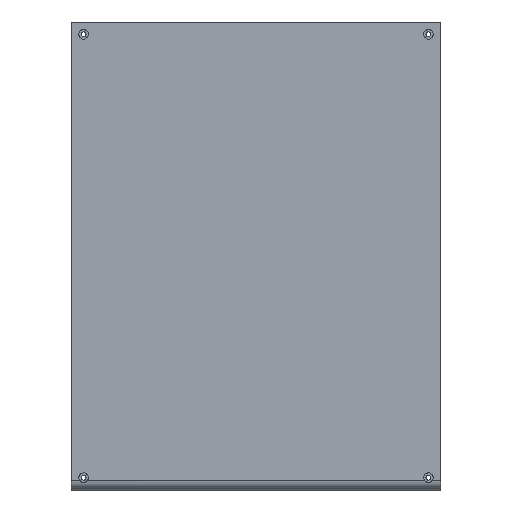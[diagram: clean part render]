
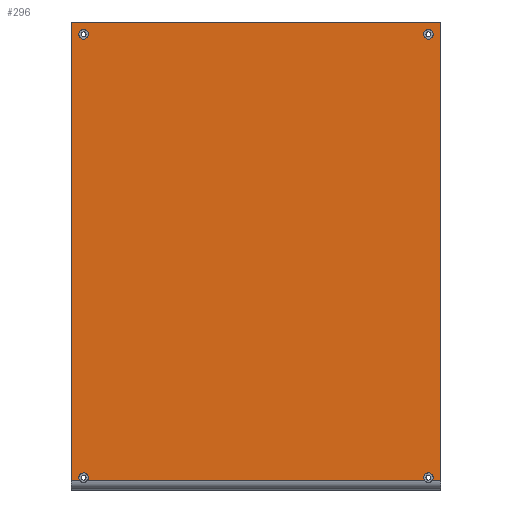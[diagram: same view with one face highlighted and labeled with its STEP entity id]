
A CAD part, top view. The second image highlights one B-rep face of the part: STEP entity #296.
In plain terms, the highlighted planar face has unit normal (0, 0, 1).
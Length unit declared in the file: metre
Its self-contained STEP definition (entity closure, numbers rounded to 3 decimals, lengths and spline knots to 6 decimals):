
#18=LINE('',#479,#33);
#23=LINE('',#491,#38);
#24=LINE('',#495,#39);
#26=LINE('',#501,#41);
#27=LINE('',#502,#42);
#28=LINE('',#506,#43);
#33=VECTOR('',#391,1.);
#38=VECTOR('',#400,1.);
#39=VECTOR('',#405,1.);
#41=VECTOR('',#411,1.);
#42=VECTOR('',#412,1.);
#43=VECTOR('',#415,1.);
#48=PLANE('',#338);
#80=ORIENTED_EDGE('',*,*,#146,.F.);
#81=ORIENTED_EDGE('',*,*,#147,.T.);
#82=ORIENTED_EDGE('',*,*,#136,.T.);
#83=ORIENTED_EDGE('',*,*,#142,.T.);
#84=ORIENTED_EDGE('',*,*,#144,.F.);
#85=ORIENTED_EDGE('',*,*,#148,.T.);
#86=ORIENTED_EDGE('',*,*,#149,.F.);
#87=ORIENTED_EDGE('',*,*,#150,.T.);
#88=ORIENTED_EDGE('',*,*,#151,.F.);
#89=ORIENTED_EDGE('',*,*,#152,.F.);
#136=EDGE_CURVE('',#171,#172,#18,.T.);
#142=EDGE_CURVE('',#172,#175,#23,.T.);
#144=EDGE_CURVE('',#176,#175,#24,.T.);
#146=EDGE_CURVE('',#177,#178,#197,.T.);
#147=EDGE_CURVE('',#177,#171,#26,.F.);
#148=EDGE_CURVE('',#176,#179,#27,.F.);
#149=EDGE_CURVE('',#180,#179,#198,.T.);
#150=EDGE_CURVE('',#180,#178,#28,.F.);
#151=EDGE_CURVE('',#181,#181,#199,.T.);
#152=EDGE_CURVE('',#182,#182,#200,.T.);
#171=VERTEX_POINT('',#480);
#172=VERTEX_POINT('',#481);
#175=VERTEX_POINT('',#490);
#176=VERTEX_POINT('',#494);
#177=VERTEX_POINT('',#499);
#178=VERTEX_POINT('',#500);
#179=VERTEX_POINT('',#503);
#180=VERTEX_POINT('',#505);
#181=VERTEX_POINT('',#508);
#182=VERTEX_POINT('',#510);
#197=CIRCLE('',#339,0.002463);
#198=CIRCLE('',#340,0.002463);
#199=CIRCLE('',#341,0.002463);
#200=CIRCLE('',#342,0.002463);
#217=EDGE_LOOP('',(#80,#81,#82,#83,#84,#85,#86,#87));
#218=EDGE_LOOP('',(#88));
#219=EDGE_LOOP('',(#89));
#254=FACE_BOUND('',#217,.T.);
#255=FACE_BOUND('',#218,.T.);
#256=FACE_BOUND('',#219,.T.);
#296=ADVANCED_FACE('',(#254,#255,#256),#48,.T.);
#338=AXIS2_PLACEMENT_3D('',#497,#407,#408);
#339=AXIS2_PLACEMENT_3D('',#498,#409,#410);
#340=AXIS2_PLACEMENT_3D('',#504,#413,#414);
#341=AXIS2_PLACEMENT_3D('',#507,#416,#417);
#342=AXIS2_PLACEMENT_3D('',#509,#418,#419);
#391=DIRECTION('',(0.,1.,0.));
#400=DIRECTION('',(-1.,0.,0.));
#405=DIRECTION('',(0.,1.,0.));
#407=DIRECTION('',(0.,0.,1.));
#408=DIRECTION('',(1.,0.,0.));
#409=DIRECTION('',(0.,0.,1.));
#410=DIRECTION('',(1.,0.,0.));
#411=DIRECTION('',(-1.,0.,0.));
#412=DIRECTION('',(-1.,0.,0.));
#413=DIRECTION('',(0.,0.,1.));
#414=DIRECTION('',(1.,0.,0.));
#415=DIRECTION('',(-1.,0.,0.));
#416=DIRECTION('',(0.,0.,1.));
#417=DIRECTION('',(1.,0.,0.));
#418=DIRECTION('',(0.,0.,1.));
#419=DIRECTION('',(1.,0.,0.));
#479=CARTESIAN_POINT('',(0.094119,-0.002497,0.0127));
#480=CARTESIAN_POINT('',(0.094119,-0.118147,0.0127));
#481=CARTESIAN_POINT('',(0.094119,0.118153,0.0127));
#490=CARTESIAN_POINT('',(-0.096381,0.118153,0.0127));
#491=CARTESIAN_POINT('',(-0.001131,0.118153,0.0127));
#494=CARTESIAN_POINT('',(-0.096381,-0.118147,0.0127));
#495=CARTESIAN_POINT('',(-0.096381,-0.002497,0.0127));
#497=CARTESIAN_POINT('',(-0.001131,-0.002497,0.0127));
#498=CARTESIAN_POINT('',(0.087769,-0.116797,0.0127));
#499=CARTESIAN_POINT('',(0.089829,-0.118147,0.0127));
#500=CARTESIAN_POINT('',(0.08571,-0.118147,0.0127));
#501=CARTESIAN_POINT('',(-0.001131,-0.118147,0.0127));
#502=CARTESIAN_POINT('',(-0.001131,-0.118147,0.0127));
#503=CARTESIAN_POINT('',(-0.09209,-0.118147,0.0127));
#504=CARTESIAN_POINT('',(-0.090031,-0.116797,0.0127));
#505=CARTESIAN_POINT('',(-0.087971,-0.118147,0.0127));
#506=CARTESIAN_POINT('',(-0.001131,-0.118147,0.0127));
#507=CARTESIAN_POINT('',(-0.090031,0.111803,0.0127));
#508=CARTESIAN_POINT('',(-0.087568,0.111803,0.0127));
#509=CARTESIAN_POINT('',(0.087769,0.111803,0.0127));
#510=CARTESIAN_POINT('',(0.090232,0.111803,0.0127));
